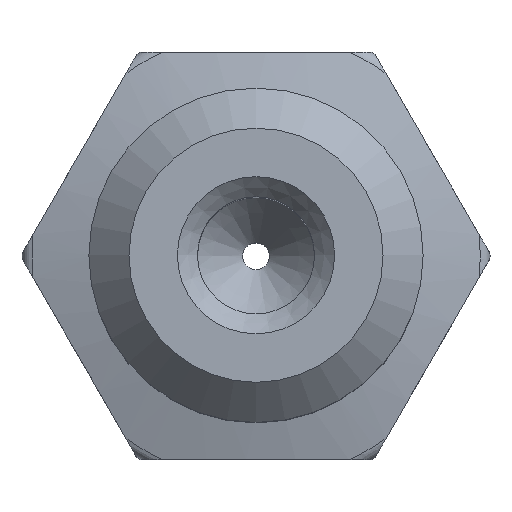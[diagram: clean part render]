
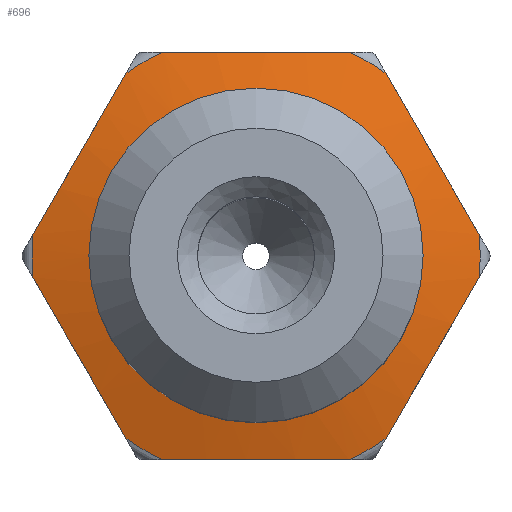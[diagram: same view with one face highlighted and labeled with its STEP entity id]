
A CAD part, top view. The second image highlights one B-rep face of the part: STEP entity #696.
In plain terms, the highlighted conical face has half-angle 75 degrees and reference radius 2.861 mm.
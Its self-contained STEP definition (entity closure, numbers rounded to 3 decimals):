
#19=CONICAL_SURFACE('',#779,2.861,1.309);
#35=CIRCLE('',#737,3.352);
#37=CIRCLE('',#740,3.352);
#39=CIRCLE('',#743,3.352);
#41=CIRCLE('',#746,3.352);
#43=CIRCLE('',#749,3.352);
#60=CIRCLE('',#778,2.371);
#61=CIRCLE('',#780,3.352);
#62=CIRCLE('',#781,3.352);
#124=FACE_OUTER_BOUND('',#167,.T.);
#167=EDGE_LOOP('',(#576,#577,#578,#579,#580,#581,#582,#583,#584,#585,#586,
#587,#588,#589,#590,#591));
#203=LINE('',#1461,#226);
#226=VECTOR('',#939,2.861);
#260=(
BOUNDED_CURVE()
B_SPLINE_CURVE(2,(#1035,#1036,#1037),.UNSPECIFIED.,.F.,.F.)
B_SPLINE_CURVE_WITH_KNOTS((3,3),(0.,0.278),.UNSPECIFIED.)
CURVE()
GEOMETRIC_REPRESENTATION_ITEM()
RATIONAL_B_SPLINE_CURVE((1.,1.099,1.))
REPRESENTATION_ITEM('')
);
#262=(
BOUNDED_CURVE()
B_SPLINE_CURVE(2,(#1100,#1101,#1102),.UNSPECIFIED.,.F.,.F.)
B_SPLINE_CURVE_WITH_KNOTS((3,3),(0.,0.278),.UNSPECIFIED.)
CURVE()
GEOMETRIC_REPRESENTATION_ITEM()
RATIONAL_B_SPLINE_CURVE((1.,1.099,1.))
REPRESENTATION_ITEM('')
);
#264=(
BOUNDED_CURVE()
B_SPLINE_CURVE(2,(#1161,#1162,#1163),.UNSPECIFIED.,.F.,.F.)
B_SPLINE_CURVE_WITH_KNOTS((3,3),(0.,0.278),.UNSPECIFIED.)
CURVE()
GEOMETRIC_REPRESENTATION_ITEM()
RATIONAL_B_SPLINE_CURVE((1.,1.099,1.))
REPRESENTATION_ITEM('')
);
#266=(
BOUNDED_CURVE()
B_SPLINE_CURVE(2,(#1222,#1223,#1224),.UNSPECIFIED.,.F.,.F.)
B_SPLINE_CURVE_WITH_KNOTS((3,3),(0.,0.278),.UNSPECIFIED.)
CURVE()
GEOMETRIC_REPRESENTATION_ITEM()
RATIONAL_B_SPLINE_CURVE((1.,1.099,1.))
REPRESENTATION_ITEM('')
);
#268=(
BOUNDED_CURVE()
B_SPLINE_CURVE(2,(#1283,#1284,#1285),.UNSPECIFIED.,.F.,.F.)
B_SPLINE_CURVE_WITH_KNOTS((3,3),(0.,0.278),.UNSPECIFIED.)
CURVE()
GEOMETRIC_REPRESENTATION_ITEM()
RATIONAL_B_SPLINE_CURVE((1.,1.099,1.))
REPRESENTATION_ITEM('')
);
#270=(
BOUNDED_CURVE()
B_SPLINE_CURVE(2,(#1348,#1349,#1350),.UNSPECIFIED.,.F.,.F.)
B_SPLINE_CURVE_WITH_KNOTS((3,3),(0.,0.278),.UNSPECIFIED.)
CURVE()
GEOMETRIC_REPRESENTATION_ITEM()
RATIONAL_B_SPLINE_CURVE((1.,1.099,1.))
REPRESENTATION_ITEM('')
);
#272=VERTEX_POINT('',#1033);
#273=VERTEX_POINT('',#1034);
#280=VERTEX_POINT('',#1098);
#281=VERTEX_POINT('',#1099);
#288=VERTEX_POINT('',#1159);
#289=VERTEX_POINT('',#1160);
#296=VERTEX_POINT('',#1220);
#297=VERTEX_POINT('',#1221);
#304=VERTEX_POINT('',#1281);
#305=VERTEX_POINT('',#1282);
#312=VERTEX_POINT('',#1346);
#313=VERTEX_POINT('',#1347);
#323=VERTEX_POINT('',#1455);
#324=VERTEX_POINT('',#1459);
#340=EDGE_CURVE('',#272,#273,#260,.T.);
#348=EDGE_CURVE('',#280,#281,#262,.T.);
#356=EDGE_CURVE('',#288,#289,#264,.T.);
#364=EDGE_CURVE('',#296,#297,#266,.T.);
#372=EDGE_CURVE('',#304,#305,#268,.T.);
#380=EDGE_CURVE('',#312,#313,#270,.T.);
#388=EDGE_CURVE('',#304,#313,#35,.T.);
#390=EDGE_CURVE('',#288,#297,#37,.T.);
#392=EDGE_CURVE('',#296,#305,#39,.T.);
#394=EDGE_CURVE('',#272,#281,#41,.T.);
#396=EDGE_CURVE('',#280,#289,#43,.T.);
#414=EDGE_CURVE('',#323,#323,#60,.T.);
#415=EDGE_CURVE('',#324,#273,#61,.T.);
#416=EDGE_CURVE('',#324,#323,#203,.T.);
#417=EDGE_CURVE('',#312,#324,#62,.T.);
#576=ORIENTED_EDGE('',*,*,#340,.T.);
#577=ORIENTED_EDGE('',*,*,#415,.F.);
#578=ORIENTED_EDGE('',*,*,#416,.T.);
#579=ORIENTED_EDGE('',*,*,#414,.T.);
#580=ORIENTED_EDGE('',*,*,#416,.F.);
#581=ORIENTED_EDGE('',*,*,#417,.F.);
#582=ORIENTED_EDGE('',*,*,#380,.T.);
#583=ORIENTED_EDGE('',*,*,#388,.F.);
#584=ORIENTED_EDGE('',*,*,#372,.T.);
#585=ORIENTED_EDGE('',*,*,#392,.F.);
#586=ORIENTED_EDGE('',*,*,#364,.T.);
#587=ORIENTED_EDGE('',*,*,#390,.F.);
#588=ORIENTED_EDGE('',*,*,#356,.T.);
#589=ORIENTED_EDGE('',*,*,#396,.F.);
#590=ORIENTED_EDGE('',*,*,#348,.T.);
#591=ORIENTED_EDGE('',*,*,#394,.F.);
#696=ADVANCED_FACE('',(#124),#19,.T.);
#737=AXIS2_PLACEMENT_3D('',#1411,#850,#851);
#740=AXIS2_PLACEMENT_3D('',#1414,#856,#857);
#743=AXIS2_PLACEMENT_3D('',#1417,#862,#863);
#746=AXIS2_PLACEMENT_3D('',#1420,#868,#869);
#749=AXIS2_PLACEMENT_3D('',#1423,#874,#875);
#778=AXIS2_PLACEMENT_3D('',#1457,#933,#934);
#779=AXIS2_PLACEMENT_3D('',#1458,#935,#936);
#780=AXIS2_PLACEMENT_3D('',#1460,#937,#938);
#781=AXIS2_PLACEMENT_3D('',#1462,#940,#941);
#850=DIRECTION('center_axis',(0.,0.,-1.));
#851=DIRECTION('ref_axis',(1.,0.,0.));
#856=DIRECTION('center_axis',(0.,0.,-1.));
#857=DIRECTION('ref_axis',(1.,0.,0.));
#862=DIRECTION('center_axis',(0.,0.,-1.));
#863=DIRECTION('ref_axis',(1.,0.,0.));
#868=DIRECTION('center_axis',(0.,0.,-1.));
#869=DIRECTION('ref_axis',(1.,0.,0.));
#874=DIRECTION('center_axis',(0.,0.,-1.));
#875=DIRECTION('ref_axis',(1.,0.,0.));
#933=DIRECTION('center_axis',(0.,0.,-1.));
#934=DIRECTION('ref_axis',(1.,0.,0.));
#935=DIRECTION('center_axis',(0.,0.,-1.));
#936=DIRECTION('ref_axis',(-1.,0.,0.));
#937=DIRECTION('center_axis',(0.,0.,-1.));
#938=DIRECTION('ref_axis',(1.,0.,0.));
#939=DIRECTION('',(-0.966,0.,0.259));
#940=DIRECTION('center_axis',(0.,0.,-1.));
#941=DIRECTION('ref_axis',(1.,0.,0.));
#1033=CARTESIAN_POINT('',(1.946,-2.729,3.815));
#1034=CARTESIAN_POINT('',(3.336,-0.321,3.815));
#1035=CARTESIAN_POINT('Ctrl Pts',(1.946,-2.729,3.815));
#1036=CARTESIAN_POINT('Ctrl Pts',(2.641,-1.525,3.969));
#1037=CARTESIAN_POINT('Ctrl Pts',(3.336,-0.321,3.815));
#1098=CARTESIAN_POINT('',(-1.39,-3.05,3.815));
#1099=CARTESIAN_POINT('',(1.39,-3.05,3.815));
#1100=CARTESIAN_POINT('Ctrl Pts',(-1.39,-3.05,3.815));
#1101=CARTESIAN_POINT('Ctrl Pts',(0.,-3.05,3.969));
#1102=CARTESIAN_POINT('Ctrl Pts',(1.39,-3.05,3.815));
#1159=CARTESIAN_POINT('',(-3.336,-0.321,3.815));
#1160=CARTESIAN_POINT('',(-1.946,-2.729,3.815));
#1161=CARTESIAN_POINT('Ctrl Pts',(-3.336,-0.321,
3.815));
#1162=CARTESIAN_POINT('Ctrl Pts',(-2.641,-1.525,3.969));
#1163=CARTESIAN_POINT('Ctrl Pts',(-1.946,-2.729,3.815));
#1220=CARTESIAN_POINT('',(-1.946,2.729,3.815));
#1221=CARTESIAN_POINT('',(-3.336,0.321,3.815));
#1222=CARTESIAN_POINT('Ctrl Pts',(-1.946,2.729,3.815));
#1223=CARTESIAN_POINT('Ctrl Pts',(-2.641,1.525,3.969));
#1224=CARTESIAN_POINT('Ctrl Pts',(-3.336,0.321,3.815));
#1281=CARTESIAN_POINT('',(1.39,3.05,3.815));
#1282=CARTESIAN_POINT('',(-1.39,3.05,3.815));
#1283=CARTESIAN_POINT('Ctrl Pts',(1.39,3.05,3.815));
#1284=CARTESIAN_POINT('Ctrl Pts',(0.,3.05,3.969));
#1285=CARTESIAN_POINT('Ctrl Pts',(-1.39,3.05,3.815));
#1346=CARTESIAN_POINT('',(3.336,0.321,3.815));
#1347=CARTESIAN_POINT('',(1.946,2.729,3.815));
#1348=CARTESIAN_POINT('Ctrl Pts',(3.336,0.321,3.815));
#1349=CARTESIAN_POINT('Ctrl Pts',(2.641,1.525,3.969));
#1350=CARTESIAN_POINT('Ctrl Pts',(1.946,2.729,3.815));
#1411=CARTESIAN_POINT('Origin',(0.,0.,3.815));
#1414=CARTESIAN_POINT('Origin',(0.,0.,3.815));
#1417=CARTESIAN_POINT('Origin',(0.,0.,3.815));
#1420=CARTESIAN_POINT('Origin',(0.,0.,3.815));
#1423=CARTESIAN_POINT('Origin',(0.,0.,3.815));
#1455=CARTESIAN_POINT('',(2.371,0.,4.078));
#1457=CARTESIAN_POINT('Origin',(0.,0.,4.078));
#1458=CARTESIAN_POINT('Origin',(0.,0.,3.946));
#1459=CARTESIAN_POINT('',(3.352,0.,3.815));
#1460=CARTESIAN_POINT('Origin',(0.,0.,3.815));
#1461=CARTESIAN_POINT('',(2.861,0.,3.946));
#1462=CARTESIAN_POINT('Origin',(0.,0.,3.815));
